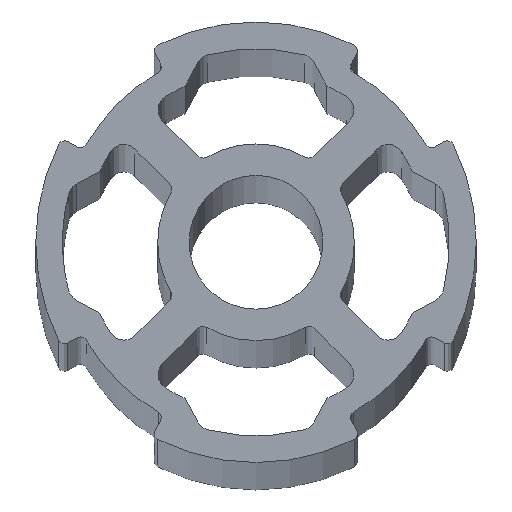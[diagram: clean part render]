
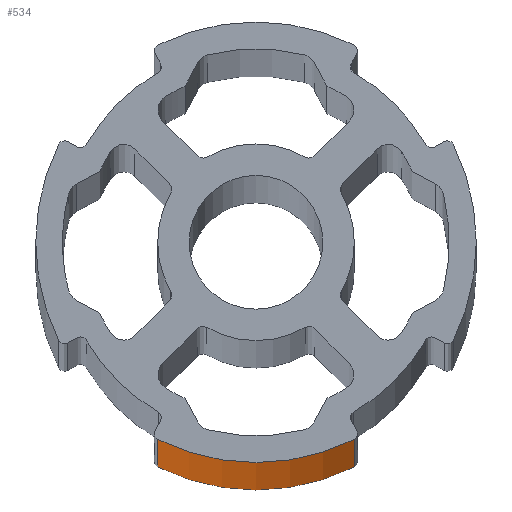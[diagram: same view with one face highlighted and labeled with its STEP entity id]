
A CAD part, top view. The second image highlights one B-rep face of the part: STEP entity #534.
In plain terms, the highlighted cylindrical face has radius 14 mm (diameter 28 mm), a partial arc.
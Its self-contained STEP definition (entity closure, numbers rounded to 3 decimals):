
#19 = DIRECTION ( 'NONE',  ( -1., 0., 0. ) ) ;
#129 = LINE ( 'NONE', #2129, #3122 ) ;
#167 = AXIS2_PLACEMENT_3D ( 'NONE', #2362, #3183, #2914 ) ;
#369 = VERTEX_POINT ( 'NONE', #3317 ) ;
#428 = DIRECTION ( 'NONE',  ( 0., 0., 1. ) ) ;
#439 = EDGE_CURVE ( 'NONE', #1598, #3027, #2014, .T. ) ;
#534 = ADVANCED_FACE ( 'NONE', ( #1126 ), #828, .T. ) ;
#540 = EDGE_LOOP ( 'NONE', ( #3115, #2194, #2068, #975 ) ) ;
#693 = VERTEX_POINT ( 'NONE', #2834 ) ;
#828 = CYLINDRICAL_SURFACE ( 'NONE', #1215, 14. ) ;
#975 = ORIENTED_EDGE ( 'NONE', *, *, #1996, .T. ) ;
#1126 = FACE_OUTER_BOUND ( 'NONE', #540, .T. ) ;
#1215 = AXIS2_PLACEMENT_3D ( 'NONE', #3034, #1713, #19 ) ;
#1598 = VERTEX_POINT ( 'NONE', #3164 ) ;
#1614 = EDGE_CURVE ( 'NONE', #369, #3027, #3298, .T. ) ;
#1713 = DIRECTION ( 'NONE',  ( 0., 0., -1. ) ) ;
#1996 = EDGE_CURVE ( 'NONE', #693, #369, #129, .T. ) ;
#2014 = LINE ( 'NONE', #2285, #3519 ) ;
#2068 = ORIENTED_EDGE ( 'NONE', *, *, #2382, .F. ) ;
#2129 = CARTESIAN_POINT ( 'NONE',  ( -6.234, -12.535, 1000. ) ) ;
#2194 = ORIENTED_EDGE ( 'NONE', *, *, #439, .F. ) ;
#2285 = CARTESIAN_POINT ( 'NONE',  ( 6.234, -12.535, 1000. ) ) ;
#2362 = CARTESIAN_POINT ( 'NONE',  ( 0., 0., 0. ) ) ;
#2382 = EDGE_CURVE ( 'NONE', #693, #1598, #2832, .T. ) ;
#2832 = CIRCLE ( 'NONE', #3173, 14. ) ;
#2834 = CARTESIAN_POINT ( 'NONE',  ( -6.234, -12.535, 1000. ) ) ;
#2885 = CARTESIAN_POINT ( 'NONE',  ( 6.234, -12.535, 0. ) ) ;
#2911 = DIRECTION ( 'NONE',  ( 0., 0., -1. ) ) ;
#2914 = DIRECTION ( 'NONE',  ( 1., 0., 0. ) ) ;
#3027 = VERTEX_POINT ( 'NONE', #2885 ) ;
#3034 = CARTESIAN_POINT ( 'NONE',  ( 0., 0., 1000. ) ) ;
#3115 = ORIENTED_EDGE ( 'NONE', *, *, #1614, .T. ) ;
#3122 = VECTOR ( 'NONE', #2911, 1000. ) ;
#3164 = CARTESIAN_POINT ( 'NONE',  ( 6.234, -12.535, 1000. ) ) ;
#3173 = AXIS2_PLACEMENT_3D ( 'NONE', #3469, #428, #3398 ) ;
#3183 = DIRECTION ( 'NONE',  ( 0., 0., 1. ) ) ;
#3298 = CIRCLE ( 'NONE', #167, 14. ) ;
#3317 = CARTESIAN_POINT ( 'NONE',  ( -6.234, -12.535, 0. ) ) ;
#3378 = DIRECTION ( 'NONE',  ( 0., 0., -1. ) ) ;
#3398 = DIRECTION ( 'NONE',  ( 1., 0., 0. ) ) ;
#3469 = CARTESIAN_POINT ( 'NONE',  ( 0., 0., 1000. ) ) ;
#3519 = VECTOR ( 'NONE', #3378, 1000. ) ;
